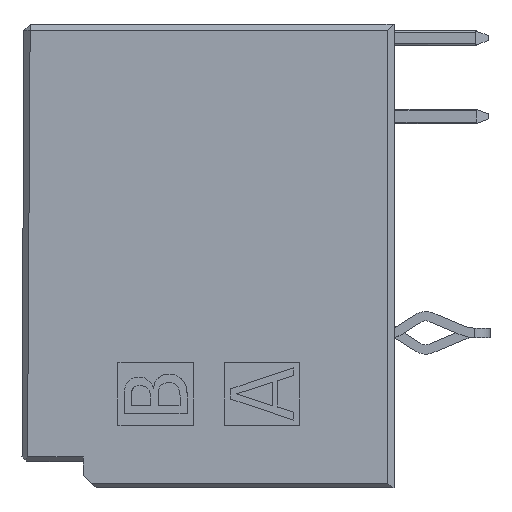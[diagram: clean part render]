
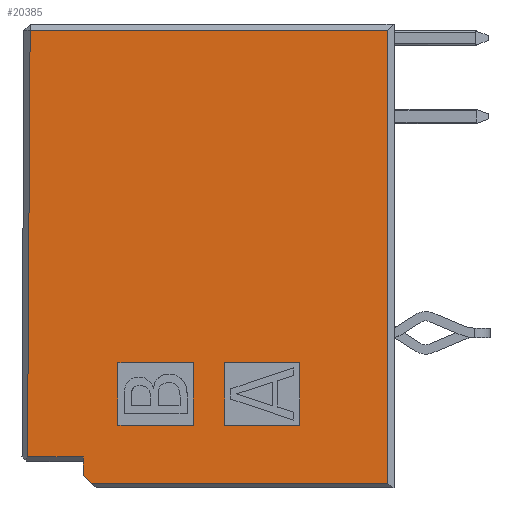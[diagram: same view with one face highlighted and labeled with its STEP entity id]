
A CAD part, front view. The second image highlights one B-rep face of the part: STEP entity #20385.
In plain terms, the highlighted planar face has unit normal (0, -1, 0).
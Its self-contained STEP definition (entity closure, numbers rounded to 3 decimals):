
#17583=CARTESIAN_POINT('',(14.339,-60.627,7.823));
#17584=VERTEX_POINT('',#17583);
#17585=CARTESIAN_POINT('',(25.74,-60.627,7.823));
#17586=VERTEX_POINT('',#17585);
#17587=CARTESIAN_POINT('',(14.339,-60.627,7.823));
#17588=DIRECTION('',(1.,0.,0.));
#17589=VECTOR('',#17588,11.401);
#17590=LINE('',#17587,#17589);
#17591=EDGE_CURVE('',#17584,#17586,#17590,.T.);
#17761=CARTESIAN_POINT('',(16.04,-60.627,-6.37));
#17762=VERTEX_POINT('',#17761);
#17769=CARTESIAN_POINT('',(16.04,-60.627,-5.97));
#17770=VERTEX_POINT('',#17769);
#17771=CARTESIAN_POINT('',(16.04,-60.627,-6.37));
#17772=DIRECTION('',(0.,0.,1.));
#17773=VECTOR('',#17772,0.4);
#17774=LINE('',#17771,#17773);
#17775=EDGE_CURVE('',#17762,#17770,#17774,.T.);
#17777=CARTESIAN_POINT('',(16.04,-60.627,-5.78));
#17778=VERTEX_POINT('',#17777);
#17779=CARTESIAN_POINT('',(16.04,-60.627,-5.97));
#17780=DIRECTION('',(0.,0.,1.));
#17781=VECTOR('',#17780,0.19);
#17782=LINE('',#17779,#17781);
#17783=EDGE_CURVE('',#17770,#17778,#17782,.T.);
#18472=CARTESIAN_POINT('',(25.74,-60.627,-6.62));
#18473=VERTEX_POINT('',#18472);
#18474=CARTESIAN_POINT('',(25.74,-60.627,7.823));
#18475=DIRECTION('',(0.,0.,-1.));
#18476=VECTOR('',#18475,14.443);
#18477=LINE('',#18474,#18476);
#18478=EDGE_CURVE('',#17586,#18473,#18477,.T.);
#18499=CARTESIAN_POINT('',(16.29,-60.627,-6.62));
#18500=VERTEX_POINT('',#18499);
#18501=CARTESIAN_POINT('',(25.74,-60.627,-6.62));
#18502=DIRECTION('',(-1.,0.,0.));
#18503=VECTOR('',#18502,9.45);
#18504=LINE('',#18501,#18503);
#18505=EDGE_CURVE('',#18473,#18500,#18504,.T.);
#18526=CARTESIAN_POINT('',(16.29,-60.627,-6.62));
#18527=DIRECTION('',(-0.707,0.,0.707));
#18528=VECTOR('',#18527,0.353);
#18529=LINE('',#18526,#18528);
#18530=EDGE_CURVE('',#18500,#17762,#18529,.T.);
#20290=CARTESIAN_POINT('',(25.94,-60.627,-6.77));
#20291=DIRECTION('',(-1.,0.,0.));
#20292=DIRECTION('',(-0.,-1.,-0.));
#20293=AXIS2_PLACEMENT_3D('',#20290,#20292,#20291);
#20294=PLANE('',#20293);
#20295=ORIENTED_EDGE('',*,*,#18505,.F.);
#20296=ORIENTED_EDGE('',*,*,#18478,.F.);
#20297=ORIENTED_EDGE('',*,*,#17591,.F.);
#20298=CARTESIAN_POINT('',(14.255,-60.627,-5.78));
#20299=VERTEX_POINT('',#20298);
#20300=CARTESIAN_POINT('',(14.339,-60.627,7.823));
#20301=DIRECTION('',(-0.006,0.,-1.));
#20302=VECTOR('',#20301,13.603);
#20303=LINE('',#20300,#20302);
#20304=EDGE_CURVE('',#17584,#20299,#20303,.T.);
#20305=ORIENTED_EDGE('',*,*,#20304,.T.);
#20306=CARTESIAN_POINT('',(14.255,-60.627,-5.78));
#20307=DIRECTION('',(1.,0.,0.));
#20308=VECTOR('',#20307,1.785);
#20309=LINE('',#20306,#20308);
#20310=EDGE_CURVE('',#20299,#17778,#20309,.T.);
#20311=ORIENTED_EDGE('',*,*,#20310,.T.);
#20312=ORIENTED_EDGE('',*,*,#17783,.F.);
#20313=ORIENTED_EDGE('',*,*,#17775,.F.);
#20314=ORIENTED_EDGE('',*,*,#18530,.F.);
#20315=EDGE_LOOP('',(#20295,#20296,#20297,#20305,#20311,#20312,#20313,#20314));
#20316=FACE_OUTER_BOUND('',#20315,.T.);
#20317=CARTESIAN_POINT('',(17.14,-60.627,-2.772));
#20318=VERTEX_POINT('',#20317);
#20319=CARTESIAN_POINT('',(19.54,-60.627,-2.772));
#20320=VERTEX_POINT('',#20319);
#20321=CARTESIAN_POINT('',(17.14,-60.627,-2.772));
#20322=DIRECTION('',(1.,0.,0.));
#20323=VECTOR('',#20322,2.4);
#20324=LINE('',#20321,#20323);
#20325=EDGE_CURVE('',#20318,#20320,#20324,.T.);
#20326=ORIENTED_EDGE('',*,*,#20325,.T.);
#20327=CARTESIAN_POINT('',(19.54,-60.627,-4.771));
#20328=VERTEX_POINT('',#20327);
#20329=CARTESIAN_POINT('',(19.54,-60.627,-2.772));
#20330=DIRECTION('',(0.,0.,-1.));
#20331=VECTOR('',#20330,1.999);
#20332=LINE('',#20329,#20331);
#20333=EDGE_CURVE('',#20320,#20328,#20332,.T.);
#20334=ORIENTED_EDGE('',*,*,#20333,.T.);
#20335=CARTESIAN_POINT('',(17.14,-60.627,-4.771));
#20336=VERTEX_POINT('',#20335);
#20337=CARTESIAN_POINT('',(19.54,-60.627,-4.771));
#20338=DIRECTION('',(-1.,0.,0.));
#20339=VECTOR('',#20338,2.4);
#20340=LINE('',#20337,#20339);
#20341=EDGE_CURVE('',#20328,#20336,#20340,.T.);
#20342=ORIENTED_EDGE('',*,*,#20341,.T.);
#20343=CARTESIAN_POINT('',(17.14,-60.627,-4.771));
#20344=DIRECTION('',(0.,0.,1.));
#20345=VECTOR('',#20344,1.999);
#20346=LINE('',#20343,#20345);
#20347=EDGE_CURVE('',#20336,#20318,#20346,.T.);
#20348=ORIENTED_EDGE('',*,*,#20347,.T.);
#20349=EDGE_LOOP('',(#20326,#20334,#20342,#20348));
#20350=FACE_BOUND('',#20349,.T.);
#20351=CARTESIAN_POINT('',(20.54,-60.627,-4.771));
#20352=VERTEX_POINT('',#20351);
#20353=CARTESIAN_POINT('',(20.54,-60.627,-2.772));
#20354=VERTEX_POINT('',#20353);
#20355=CARTESIAN_POINT('',(20.54,-60.627,-4.771));
#20356=DIRECTION('',(0.,0.,1.));
#20357=VECTOR('',#20356,1.999);
#20358=LINE('',#20355,#20357);
#20359=EDGE_CURVE('',#20352,#20354,#20358,.T.);
#20360=ORIENTED_EDGE('',*,*,#20359,.T.);
#20361=CARTESIAN_POINT('',(22.94,-60.627,-2.772));
#20362=VERTEX_POINT('',#20361);
#20363=CARTESIAN_POINT('',(20.54,-60.627,-2.772));
#20364=DIRECTION('',(1.,0.,0.));
#20365=VECTOR('',#20364,2.4);
#20366=LINE('',#20363,#20365);
#20367=EDGE_CURVE('',#20354,#20362,#20366,.T.);
#20368=ORIENTED_EDGE('',*,*,#20367,.T.);
#20369=CARTESIAN_POINT('',(22.94,-60.627,-4.771));
#20370=VERTEX_POINT('',#20369);
#20371=CARTESIAN_POINT('',(22.94,-60.627,-2.772));
#20372=DIRECTION('',(0.,0.,-1.));
#20373=VECTOR('',#20372,1.999);
#20374=LINE('',#20371,#20373);
#20375=EDGE_CURVE('',#20362,#20370,#20374,.T.);
#20376=ORIENTED_EDGE('',*,*,#20375,.T.);
#20377=CARTESIAN_POINT('',(22.94,-60.627,-4.771));
#20378=DIRECTION('',(-1.,0.,0.));
#20379=VECTOR('',#20378,2.4);
#20380=LINE('',#20377,#20379);
#20381=EDGE_CURVE('',#20370,#20352,#20380,.T.);
#20382=ORIENTED_EDGE('',*,*,#20381,.T.);
#20383=EDGE_LOOP('',(#20360,#20368,#20376,#20382));
#20384=FACE_BOUND('',#20383,.T.);
#20385=ADVANCED_FACE('',(#20316,#20350,#20384),#20294,.T.);
